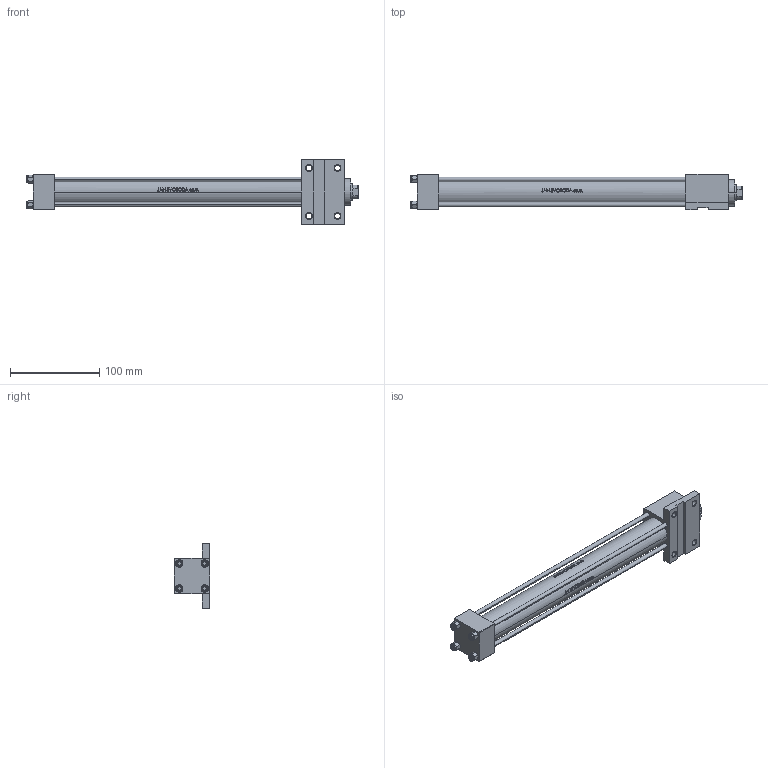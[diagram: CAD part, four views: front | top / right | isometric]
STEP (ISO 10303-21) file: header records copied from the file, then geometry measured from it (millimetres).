
FILE_DESCRIPTION (( 'STEP AP203' ), '1' );
FILE_NAME ('ba8d.STEP', '2025-09-09T15:11:30', ( '' ), ( '' ), 'SwSTEP 2.0', 'SolidWorks 2019', '' );
FILE_SCHEMA (( 'CONFIG_CONTROL_DESIGN' ));
Length unit declared in the file: millimetre
Products named in the file (6): ba8d; NUT_M5_F 1052146b411e2966ca2d8a5d8c8254d9; V215CR_VCP_F 1052146b411e2966ca2d8a5d8c8254d9; V215CR_F_TYCINKA 1052146b411e2966ca2d8a5d8c8254d9; V215_VC_A 1052146b411e2966ca2d8a5d8c8254d9; V215CR_F_Body 1052146b411e2966ca2d8a5d8c8254d9
Assembly tree (11 placements, depth 2):
  ba8d
    V215CR_F_Body 1052146b411e2966ca2d8a5d8c8254d9
    V215CR_VCP_F 1052146b411e2966ca2d8a5d8c8254d9
    V215CR_F_TYCINKA 1052146b411e2966ca2d8a5d8c8254d9  x4
    NUT_M5_F 1052146b411e2966ca2d8a5d8c8254d9  x4
    V215_VC_A 1052146b411e2966ca2d8a5d8c8254d9
Bounding box: 372 x 40 x 72 mm (x, y, z)
Volume: 296930.5 mm3; surface area: 128845 mm2
Topology: 11 solids, 11 shells, 1100 faces, 2725 edges, 1759 vertices
Faces by surface type: plane 436, bspline 380, cone 152, cylinder 124, torus 8
Entity records: 47467 total; most frequent: CARTESIAN_POINT 25823, ORIENTED_EDGE 4942, DIRECTION 3091, EDGE_CURVE 2471, VERTEX_POINT 1615, LINE 1277, VECTOR 1277, EDGE_LOOP 1112
